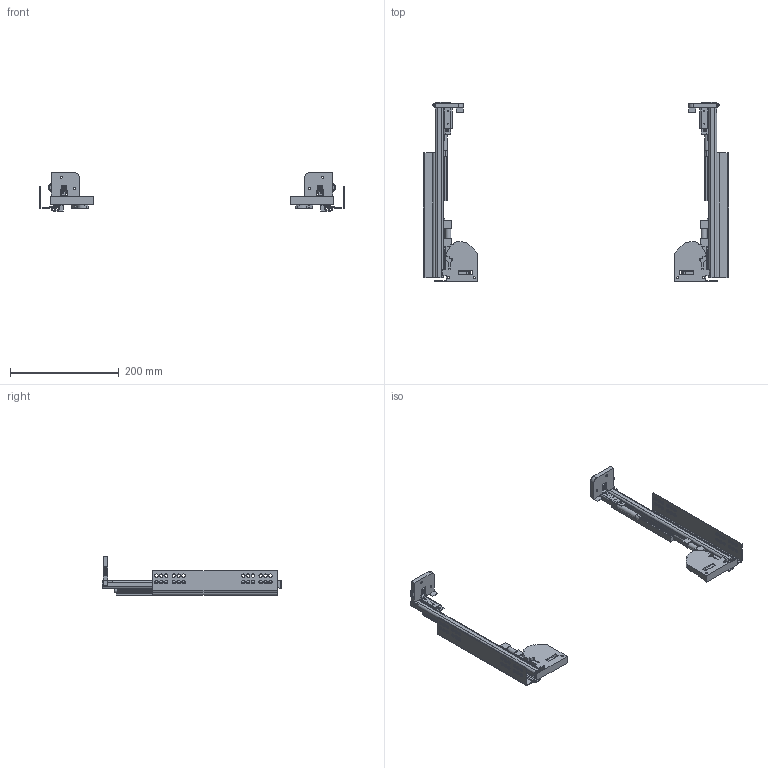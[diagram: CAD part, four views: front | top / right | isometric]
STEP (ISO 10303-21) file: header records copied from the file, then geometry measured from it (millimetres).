
FILE_DESCRIPTION(/* description */ ('STEP AP214'),/* implementation_level */ '2;1');
FILE_NAME(/* name */ '9245385',/* time_stamp */ '2023-02-16T10:50:28+01:00',/* author */ ('License CC BY-ND 4.0'),/* organization */ ('CADENAS'),/* preprocessor_version */ 'ST-DEVELOPER v18.102',/* originating_system */ 'PARTsolutions',/* authorisation */ ' ');
FILE_SCHEMA (('AUTOMOTIVE_DESIGN {1 0 10303 214 3 1 1}'));
Length unit declared in the file: millimetre
Products named in the file (17): 9245385; 9183187; 9183185; hook_l; depth adjustment_l; sisy _l; 9181291_lll; 9183190; 9183186; hook_r; depth adjustment_r; sisy_r; 9181291_rrr; 9181291_rr; 9181291_r; 9181291_ll; 9181291_l
Assembly tree (16 placements, depth 2):
  9245385
    9183187
    9183185
    hook_l
    depth adjustment_l
    sisy _l
    9181291_lll
    9183190
    9183186
    hook_r
    depth adjustment_r
    sisy_r
    9181291_rrr
    9181291_rr
    9181291_r
    9181291_ll
    9181291_l
Bounding box: 562 x 330 x 70.25 mm (x, y, z)
Volume: 330503.4 mm3; surface area: 265040.7 mm2
Topology: 16 solids, 16 shells, 970 faces, 2766 edges, 1828 vertices
Faces by surface type: plane 612, cylinder 358
Full cylindrical faces by diameter (mm): 2 x4, 3.8 x4, 4 x4, 6.4 x48, 10.4 x2, 10.5 x2, 22 x2
Entity records: 31941 total; most frequent: CARTESIAN_POINT 5505, DIRECTION 5416, ORIENTED_EDGE 5384, EDGE_CURVE 2692, LINE 1938, VECTOR 1938, VERTEX_POINT 1820, AXIS2_PLACEMENT_3D 1739
